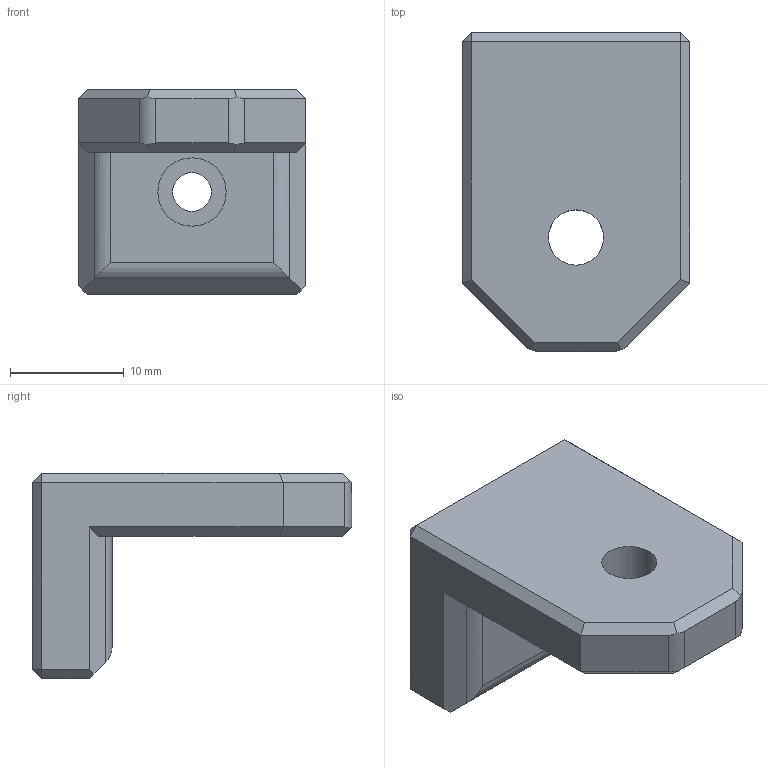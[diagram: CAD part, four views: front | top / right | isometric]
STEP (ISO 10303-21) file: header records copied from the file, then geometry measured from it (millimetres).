
FILE_DESCRIPTION(/* description */ (''),/* implementation_level */ '2;1');
FILE_NAME(/* name */ 'Arm Mount.step',/* time_stamp */ '2022-09-03T19:40:04+10:00',/* author */ (''),/* organization */ (''),/* preprocessor_version */ 'ST-DEVELOPER v19',/* originating_system */ 'Autodesk Translation Framework v11.7.0.108',/* authorisation */ '');
FILE_SCHEMA (('AUTOMOTIVE_DESIGN { 1 0 10303 214 3 1 1 }'));
Length unit declared in the file: millimetre
Products named in the file (1): Arm Mount
Bounding box: 20 x 28 x 18 mm (x, y, z)
Volume: 4250.3 mm3; surface area: 2178.2 mm2
Topology: 1 solids, 1 shells, 43 faces, 101 edges, 61 vertices
Faces by surface type: plane 34, cylinder 8, cone 1
Full cylindrical faces by diameter (mm): 3.4 x1, 4.85 x1, 6 x1
Entity records: 1243 total; most frequent: DIRECTION 208, CARTESIAN_POINT 206, ORIENTED_EDGE 202, EDGE_CURVE 101, LINE 82, VECTOR 82, AXIS2_PLACEMENT_3D 63, VERTEX_POINT 61
